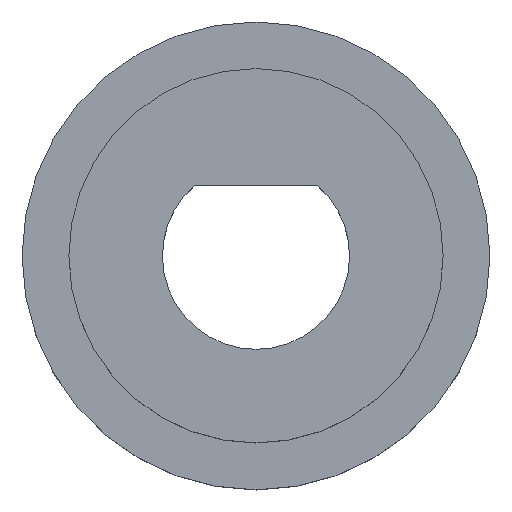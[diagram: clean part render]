
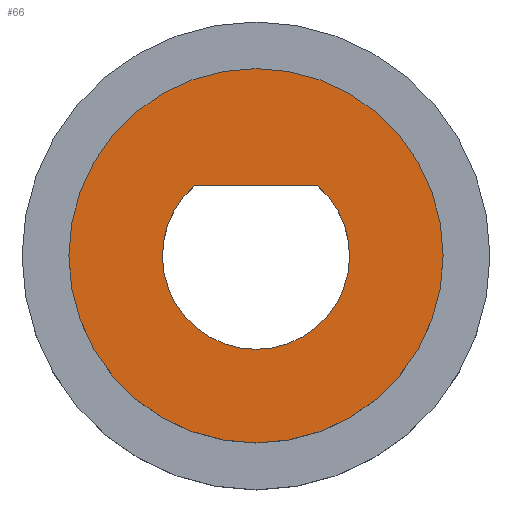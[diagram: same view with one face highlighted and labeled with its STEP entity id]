
A CAD part, top view. The second image highlights one B-rep face of the part: STEP entity #66.
In plain terms, the highlighted planar face has unit normal (0, 0, 1).
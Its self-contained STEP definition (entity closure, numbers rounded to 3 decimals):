
#66=ADVANCED_FACE('',(#125,#127),#129,.T.);
#125=FACE_BOUND('',#126,.T.);
#126=EDGE_LOOP('',(#178));
#127=FACE_BOUND('',#128,.T.);
#128=EDGE_LOOP('',(#179,#180));
#129=PLANE('',#130);
#130=AXIS2_PLACEMENT_3D('',#131,#132,#133);
#131=CARTESIAN_POINT('',(0.,0.,2.));
#132=DIRECTION('',(0.,0.,1.));
#133=DIRECTION('',(-1.,0.,0.));
#178=ORIENTED_EDGE('',*,*,#196,.T.);
#179=ORIENTED_EDGE('',*,*,#192,.T.);
#180=ORIENTED_EDGE('',*,*,#195,.T.);
#192=EDGE_CURVE('',#205,#203,#206,.T.);
#195=EDGE_CURVE('',#203,#205,#209,.F.);
#196=EDGE_CURVE('',#210,#210,#211,.T.);
#203=VERTEX_POINT('',#224);
#205=VERTEX_POINT('',#228);
#206=CIRCLE('',#229,2.);
#209=LINE('',#239,#240);
#210=VERTEX_POINT('',#242);
#211=CIRCLE('',#243,4.);
#224=CARTESIAN_POINT('',(-1.323,1.5,2.));
#228=CARTESIAN_POINT('',(1.323,1.5,2.));
#229=AXIS2_PLACEMENT_3D('',#230,#231,#232);
#230=CARTESIAN_POINT('',(0.,0.,2.));
#231=DIRECTION('',(0.,0.,-1.));
#232=DIRECTION('',(0.661,0.75,0.));
#239=CARTESIAN_POINT('',(1.323,1.5,2.));
#240=VECTOR('',#241,1.);
#241=DIRECTION('',(-1.,0.,0.));
#242=CARTESIAN_POINT('',(-4.,0.,2.));
#243=AXIS2_PLACEMENT_3D('',#244,#245,#246);
#244=CARTESIAN_POINT('',(0.,0.,2.));
#245=DIRECTION('',(0.,0.,1.));
#246=DIRECTION('',(-1.,0.,0.));
